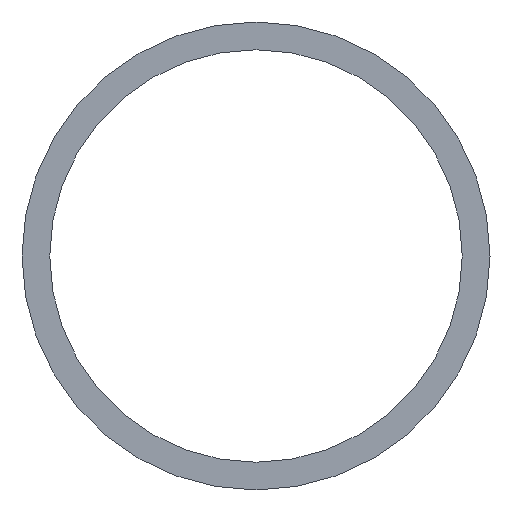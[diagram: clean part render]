
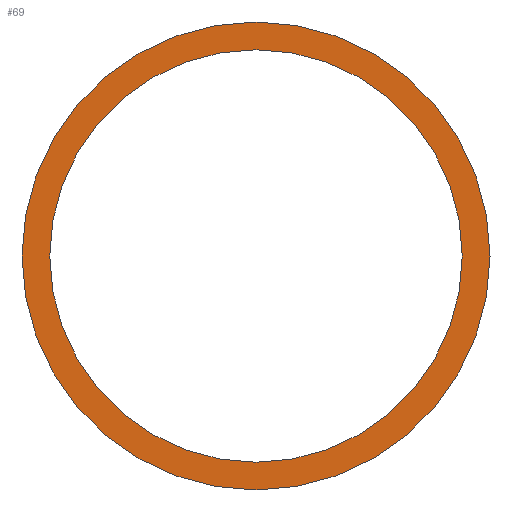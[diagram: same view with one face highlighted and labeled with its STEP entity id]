
A CAD part, left-side view. The second image highlights one B-rep face of the part: STEP entity #69.
In plain terms, the highlighted planar face has unit normal (-1, 0, 0).
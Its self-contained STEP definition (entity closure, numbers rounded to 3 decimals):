
#59 = VERTEX_POINT( '', #133 );
#69 = ADVANCED_FACE( '', ( #143, #144 ), #145, .F. );
#73 = EDGE_CURVE( '', #95, #77, #150, .T. );
#75 = EDGE_CURVE( '', #59, #101, #152, .T. );
#77 = VERTEX_POINT( '', #154 );
#87 = EDGE_CURVE( '', #101, #59, #164, .T. );
#89 = EDGE_CURVE( '', #77, #95, #166, .T. );
#95 = VERTEX_POINT( '', #172 );
#101 = VERTEX_POINT( '', #179 );
#133 = CARTESIAN_POINT( '', ( 0., 0., -61.7 ) );
#143 = FACE_OUTER_BOUND( '', #215, .T. );
#144 = FACE_BOUND( '', #216, .T. );
#145 = PLANE( '', #217 );
#150 = CIRCLE( '', #223, 70. );
#152 = CIRCLE( '', #226, 61.7 );
#154 = CARTESIAN_POINT( '', ( 0., 0., -70. ) );
#164 = CIRCLE( '', #242, 61.7 );
#166 = CIRCLE( '', #245, 70. );
#172 = CARTESIAN_POINT( '', ( 0., 0., 70. ) );
#179 = CARTESIAN_POINT( '', ( 0., 0., 61.7 ) );
#215 = EDGE_LOOP( '', ( #297, #298 ) );
#216 = EDGE_LOOP( '', ( #299, #300 ) );
#217 = AXIS2_PLACEMENT_3D( '', #301, #302, #303 );
#223 = AXIS2_PLACEMENT_3D( '', #312, #313, #314 );
#226 = AXIS2_PLACEMENT_3D( '', #315, #316, #317 );
#242 = AXIS2_PLACEMENT_3D( '', #322, #323, #324 );
#245 = AXIS2_PLACEMENT_3D( '', #325, #326, #327 );
#297 = ORIENTED_EDGE( '', *, *, #89, .F. );
#298 = ORIENTED_EDGE( '', *, *, #73, .F. );
#299 = ORIENTED_EDGE( '', *, *, #75, .T. );
#300 = ORIENTED_EDGE( '', *, *, #87, .T. );
#301 = CARTESIAN_POINT( '', ( 0., 0., 0. ) );
#302 = DIRECTION( '', ( 1., 0., 0. ) );
#303 = DIRECTION( '', ( 0., 0., -1. ) );
#312 = CARTESIAN_POINT( '', ( 0., 0., 0. ) );
#313 = DIRECTION( '', ( 1., 0., 0. ) );
#314 = DIRECTION( '', ( 0., 0., -1. ) );
#315 = CARTESIAN_POINT( '', ( 0., 0., 0. ) );
#316 = DIRECTION( '', ( 1., 0., 0. ) );
#317 = DIRECTION( '', ( 0., 0., -1. ) );
#322 = CARTESIAN_POINT( '', ( 0., 0., 0. ) );
#323 = DIRECTION( '', ( 1., 0., 0. ) );
#324 = DIRECTION( '', ( 0., 0., -1. ) );
#325 = CARTESIAN_POINT( '', ( 0., 0., 0. ) );
#326 = DIRECTION( '', ( 1., 0., 0. ) );
#327 = DIRECTION( '', ( 0., 0., -1. ) );
